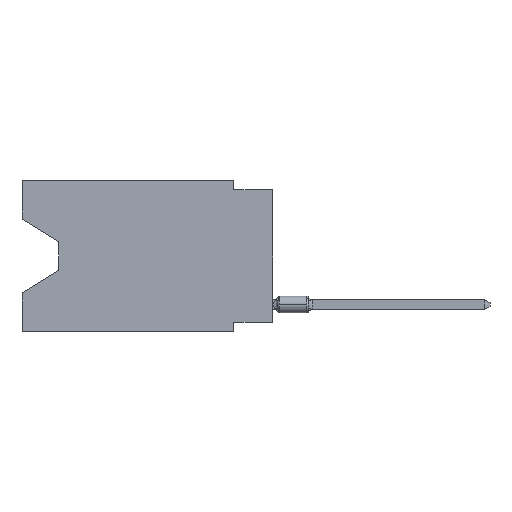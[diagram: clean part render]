
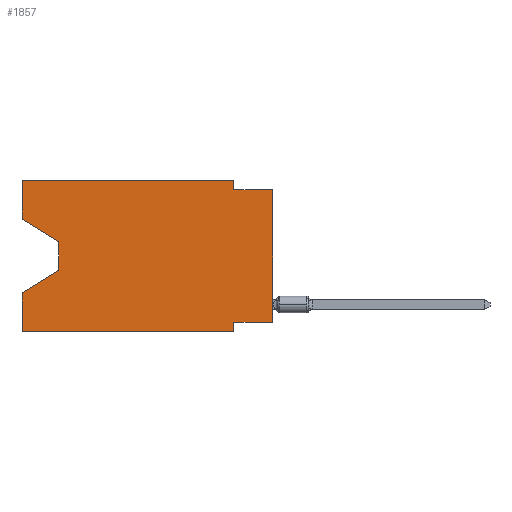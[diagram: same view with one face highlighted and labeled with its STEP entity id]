
A CAD part, left-side view. The second image highlights one B-rep face of the part: STEP entity #1857.
In plain terms, the highlighted planar face has unit normal (-1, 0, 0).
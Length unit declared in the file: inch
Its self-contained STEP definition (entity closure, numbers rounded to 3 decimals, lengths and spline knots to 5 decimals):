
#71 = EDGE_LOOP ( 'NONE', ( #8363, #122, #9627, #3296, #6044, #12100, #2565, #10391, #6133, #1687, #389, #2535 ) ) ;
#122 = ORIENTED_EDGE ( 'NONE', *, *, #9679, .T. ) ;
#389 = ORIENTED_EDGE ( 'NONE', *, *, #1264, .F. ) ;
#1040 = FACE_OUTER_BOUND ( 'NONE', #71, .T. ) ;
#1264 = EDGE_CURVE ( 'NONE', #2364, #7775, #10973, .T. ) ;
#1687 = ORIENTED_EDGE ( 'NONE', *, *, #2716, .F. ) ;
#1857 = ADVANCED_FACE ( 'NONE', ( #1040 ), #7704, .F. ) ;
#1870 = CARTESIAN_POINT ( 'NONE',  ( 0., 0.1, -0.39 ) ) ;
#1941 = CARTESIAN_POINT ( 'NONE',  ( 0., 0.645, 0. ) ) ;
#2364 = VERTEX_POINT ( 'NONE', #8159 ) ;
#2395 = DIRECTION ( 'NONE',  ( 0., 0., -1. ) ) ;
#2422 = EDGE_CURVE ( 'NONE', #9969, #9791, #9567, .T. ) ;
#2535 = ORIENTED_EDGE ( 'NONE', *, *, #4865, .F. ) ;
#2565 = ORIENTED_EDGE ( 'NONE', *, *, #12063, .F. ) ;
#2640 = LINE ( 'NONE', #3210, #7484 ) ;
#2716 = EDGE_CURVE ( 'NONE', #7775, #8808, #10642, .T. ) ;
#2845 = CARTESIAN_POINT ( 'NONE',  ( 0., 0., -0.365 ) ) ;
#2847 = CARTESIAN_POINT ( 'NONE',  ( 0., 0.55, -0.158 ) ) ;
#2937 = CARTESIAN_POINT ( 'NONE',  ( 0., 0.1, -0.025 ) ) ;
#2962 = DIRECTION ( 'NONE',  ( 0., -1., 0. ) ) ;
#3015 = VECTOR ( 'NONE', #2395, 39.37008 ) ;
#3090 = CARTESIAN_POINT ( 'NONE',  ( 0., 0.645, 0. ) ) ;
#3210 = CARTESIAN_POINT ( 'NONE',  ( 0., 0.645, -0.10025 ) ) ;
#3219 = CARTESIAN_POINT ( 'NONE',  ( 0., 0.55, -0.232 ) ) ;
#3296 = ORIENTED_EDGE ( 'NONE', *, *, #2422, .F. ) ;
#3584 = EDGE_CURVE ( 'NONE', #6212, #9086, #12767, .T. ) ;
#3674 = LINE ( 'NONE', #2847, #9831 ) ;
#3907 = CARTESIAN_POINT ( 'NONE',  ( 0., 0., -0.365 ) ) ;
#3925 = CARTESIAN_POINT ( 'NONE',  ( 0., 0.645, 0. ) ) ;
#3954 = VECTOR ( 'NONE', #9830, 39.37008 ) ;
#3995 = CARTESIAN_POINT ( 'NONE',  ( 0., 0.645, -0.28975 ) ) ;
#4129 = VERTEX_POINT ( 'NONE', #3219 ) ;
#4178 = LINE ( 'NONE', #8121, #11437 ) ;
#4180 = DIRECTION ( 'NONE',  ( 0., -1., 0. ) ) ;
#4278 = VERTEX_POINT ( 'NONE', #5525 ) ;
#4542 = CARTESIAN_POINT ( 'NONE',  ( 0., 0.55, -0.158 ) ) ;
#4692 = DIRECTION ( 'NONE',  ( 0., 1., 0. ) ) ;
#4865 = EDGE_CURVE ( 'NONE', #8189, #2364, #6829, .T. ) ;
#5525 = CARTESIAN_POINT ( 'NONE',  ( 0., 0., -0.025 ) ) ;
#5710 = CARTESIAN_POINT ( 'NONE',  ( 0., 0.1, 0. ) ) ;
#5740 = DIRECTION ( 'NONE',  ( 0., 0., -1. ) ) ;
#5792 = VECTOR ( 'NONE', #8784, 39.37008 ) ;
#5977 = VERTEX_POINT ( 'NONE', #4542 ) ;
#6044 = ORIENTED_EDGE ( 'NONE', *, *, #11803, .T. ) ;
#6133 = ORIENTED_EDGE ( 'NONE', *, *, #10764, .F. ) ;
#6212 = VERTEX_POINT ( 'NONE', #9847 ) ;
#6613 = LINE ( 'NONE', #3907, #9399 ) ;
#6716 = VECTOR ( 'NONE', #12183, 39.37008 ) ;
#6829 = LINE ( 'NONE', #1941, #3954 ) ;
#6934 = DIRECTION ( 'NONE',  ( 0., -0.855, -0.519 ) ) ;
#7100 = DIRECTION ( 'NONE',  ( 1., 0., 0. ) ) ;
#7274 = CARTESIAN_POINT ( 'NONE',  ( 0., 0.645, -0.39 ) ) ;
#7306 = VECTOR ( 'NONE', #4180, 39.37008 ) ;
#7412 = CARTESIAN_POINT ( 'NONE',  ( 0., 0., 0. ) ) ;
#7484 = VECTOR ( 'NONE', #6934, 39.37008 ) ;
#7503 = CARTESIAN_POINT ( 'NONE',  ( 0., 0.1, -0.39 ) ) ;
#7704 = PLANE ( 'NONE',  #8149 ) ;
#7742 = VECTOR ( 'NONE', #7801, 39.37008 ) ;
#7775 = VERTEX_POINT ( 'NONE', #9068 ) ;
#7801 = DIRECTION ( 'NONE',  ( 0., 0., 1. ) ) ;
#8121 = CARTESIAN_POINT ( 'NONE',  ( 0., 0., -0.025 ) ) ;
#8149 = AXIS2_PLACEMENT_3D ( 'NONE', #9055, #7100, #11065 ) ;
#8159 = CARTESIAN_POINT ( 'NONE',  ( 0., 0.645, 0. ) ) ;
#8189 = VERTEX_POINT ( 'NONE', #8997 ) ;
#8363 = ORIENTED_EDGE ( 'NONE', *, *, #12143, .T. ) ;
#8520 = VERTEX_POINT ( 'NONE', #2845 ) ;
#8546 = EDGE_CURVE ( 'NONE', #4129, #9791, #11766, .T. ) ;
#8763 = VECTOR ( 'NONE', #2962, 39.37008 ) ;
#8784 = DIRECTION ( 'NONE',  ( 0., 0.855, -0.519 ) ) ;
#8808 = VERTEX_POINT ( 'NONE', #2937 ) ;
#8833 = LINE ( 'NONE', #12815, #8763 ) ;
#8997 = CARTESIAN_POINT ( 'NONE',  ( 0., 0.645, -0.10025 ) ) ;
#9055 = CARTESIAN_POINT ( 'NONE',  ( 0., 0.645, 0. ) ) ;
#9068 = CARTESIAN_POINT ( 'NONE',  ( 0., 0.1, 0. ) ) ;
#9086 = VERTEX_POINT ( 'NONE', #7503 ) ;
#9335 = VECTOR ( 'NONE', #5740, 39.37008 ) ;
#9399 = VECTOR ( 'NONE', #4692, 39.37008 ) ;
#9513 = EDGE_CURVE ( 'NONE', #8520, #4278, #11260, .T. ) ;
#9567 = LINE ( 'NONE', #3925, #7742 ) ;
#9627 = ORIENTED_EDGE ( 'NONE', *, *, #8546, .T. ) ;
#9679 = EDGE_CURVE ( 'NONE', #5977, #4129, #3674, .T. ) ;
#9791 = VERTEX_POINT ( 'NONE', #3995 ) ;
#9830 = DIRECTION ( 'NONE',  ( 0., 0., 1. ) ) ;
#9831 = VECTOR ( 'NONE', #10673, 39.37008 ) ;
#9847 = CARTESIAN_POINT ( 'NONE',  ( 0., 0.1, -0.365 ) ) ;
#9969 = VERTEX_POINT ( 'NONE', #7274 ) ;
#10391 = ORIENTED_EDGE ( 'NONE', *, *, #9513, .T. ) ;
#10642 = LINE ( 'NONE', #5710, #3015 ) ;
#10673 = DIRECTION ( 'NONE',  ( 0., 0., -1. ) ) ;
#10764 = EDGE_CURVE ( 'NONE', #8808, #4278, #4178, .T. ) ;
#10973 = LINE ( 'NONE', #3090, #7306 ) ;
#11065 = DIRECTION ( 'NONE',  ( 0., 0., -1. ) ) ;
#11260 = LINE ( 'NONE', #7412, #6716 ) ;
#11437 = VECTOR ( 'NONE', #12814, 39.37008 ) ;
#11766 = LINE ( 'NONE', #11838, #5792 ) ;
#11803 = EDGE_CURVE ( 'NONE', #9969, #9086, #8833, .T. ) ;
#11838 = CARTESIAN_POINT ( 'NONE',  ( 0., 0.55, -0.232 ) ) ;
#12063 = EDGE_CURVE ( 'NONE', #8520, #6212, #6613, .T. ) ;
#12100 = ORIENTED_EDGE ( 'NONE', *, *, #3584, .F. ) ;
#12143 = EDGE_CURVE ( 'NONE', #8189, #5977, #2640, .T. ) ;
#12183 = DIRECTION ( 'NONE',  ( 0., 0., 1. ) ) ;
#12767 = LINE ( 'NONE', #1870, #9335 ) ;
#12814 = DIRECTION ( 'NONE',  ( 0., -1., 0. ) ) ;
#12815 = CARTESIAN_POINT ( 'NONE',  ( 0., 0.645, -0.39 ) ) ;
